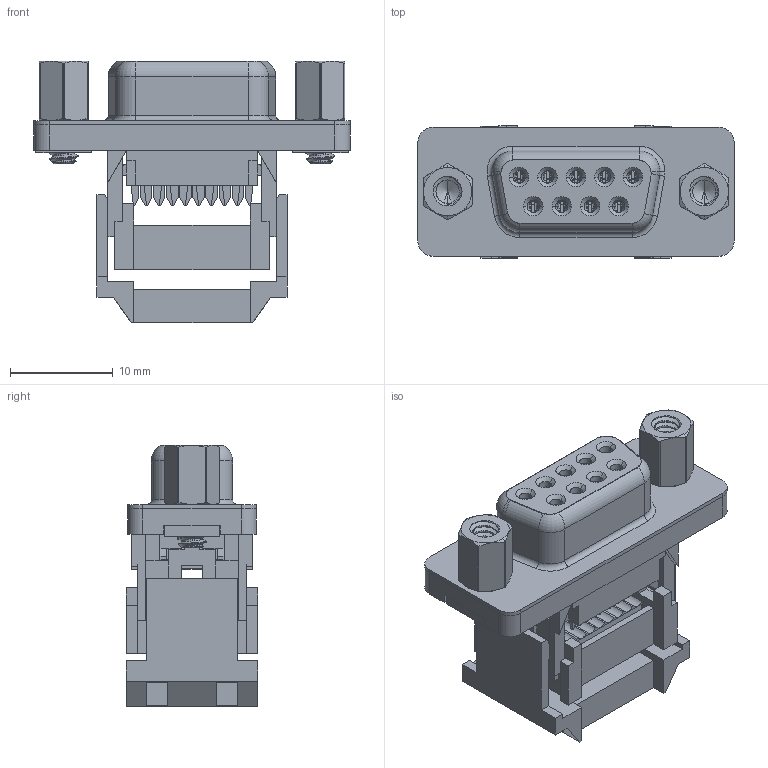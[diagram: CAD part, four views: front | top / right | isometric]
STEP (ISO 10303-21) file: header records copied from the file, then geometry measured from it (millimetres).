
FILE_DESCRIPTION (( 'STEP AP203' ), '1' );
FILE_NAME ('628-009-227-213.STEP', '2020-07-16T13:37:09', ( '' ), ( '' ), 'SwSTEP 2.0', 'SolidWorks 2020', '' );
FILE_SCHEMA (( 'CONFIG_CONTROL_DESIGN' ));
Length unit declared in the file: millimetre
Products named in the file (9): 628 IDC Guide Front_09 Contacts; 628 IDC Housing_09 Contacts; 628 IDC Contacts_09 Contacts; 628 PB Shell_09 Contacts; 628 4-40 Hex Standoff; 628 IDC Guide Rear_09 Contacts; 628-009-227-213; 628 IDC 4-40 Threaded Rivet; 628 IDC Cable Cover_09 Contacts
Assembly tree (10 placements, depth 2):
  628-009-227-213
    628 IDC Housing_09 Contacts
    628 IDC Guide Front_09 Contacts
    628 IDC Guide Rear_09 Contacts
    628 IDC Cable Cover_09 Contacts
    628 PB Shell_09 Contacts
    628 IDC Contacts_09 Contacts
    628 IDC 4-40 Threaded Rivet  x2
    628 4-40 Hex Standoff  x2
Bounding box: 30.81 x 12.85 x 25.5 mm (x, y, z)
Volume: 3360.7 mm3; surface area: 7124.8 mm2
Topology: 20 solids, 20 shells, 1909 faces, 4919 edges, 3072 vertices
Faces by surface type: plane 1134, cylinder 435, torus 175, cone 138, bspline 27
Entity records: 59382 total; most frequent: CARTESIAN_POINT 13915, ORIENTED_EDGE 9340, DIRECTION 9258, EDGE_CURVE 4670, LINE 3320, VECTOR 3320, AXIS2_PLACEMENT_3D 2969, VERTEX_POINT 2912
